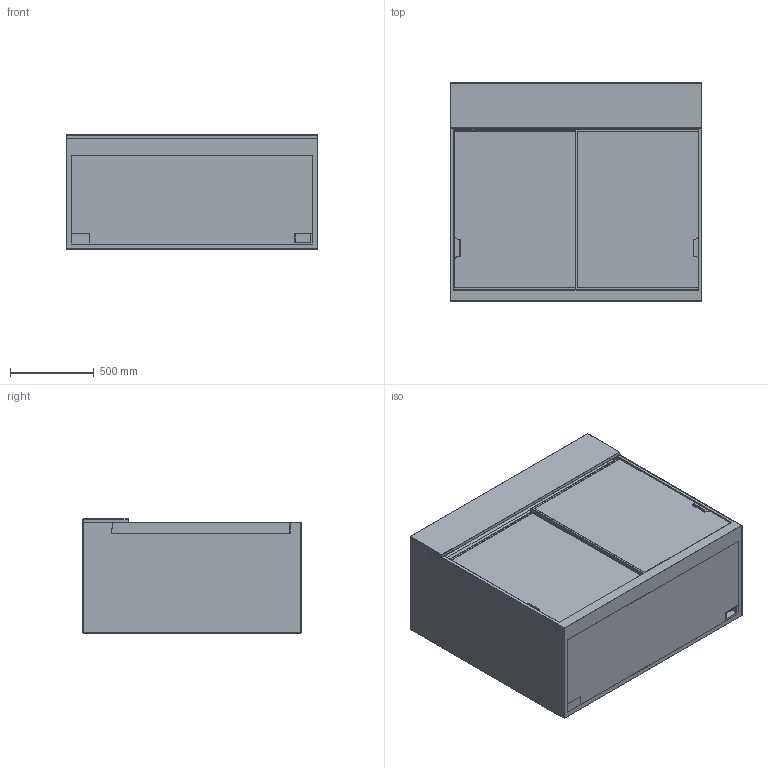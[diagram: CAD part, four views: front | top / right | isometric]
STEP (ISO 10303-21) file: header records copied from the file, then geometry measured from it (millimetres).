
FILE_DESCRIPTION (( 'STEP AP214' ), '1' );
FILE_NAME ('KKV-S-150-Z.step', '2024-11-06T13:33:25', ( '' ), ( '' ), 'SwSTEP 2.0', 'SolidWorks 2023', '' );
FILE_SCHEMA (( 'AUTOMOTIVE_DESIGN' ));
Length unit declared in the file: millimetre
Products named in the file (5): 19-10-41790_BORD-1500-660; KKV-S-150-Z; 19-10-41775_S-FKV-BR-TUER-1500-1300-R; 19-10-41780_S-FKV-Z-FKV-150 Korpus; 19-10-41775_S-FKV-BR-TUER-1500-1300-L
Assembly tree (7 placements, depth 2):
  KKV-S-150-Z
    19-10-41780_S-FKV-Z-FKV-150 Korpus
    19-10-41775_S-FKV-BR-TUER-1500-1300-L
    19-10-41775_S-FKV-BR-TUER-1500-1300-R
    19-10-41790_BORD-1500-660  x4
Bounding box: 1500 x 1300 x 680 mm (x, y, z)
Volume: 335502825.4 mm3; surface area: 19969448.7 mm2
Topology: 13 solids, 13 shells, 387 faces, 961 edges, 572 vertices
Faces by surface type: plane 233, cylinder 114, sphere 36, bspline 2, torus 2
Entity records: 9258 total; most frequent: CARTESIAN_POINT 1666, DIRECTION 1549, ORIENTED_EDGE 1502, EDGE_CURVE 751, VECTOR 565, LINE 565, AXIS2_PLACEMENT_3D 492, VERTEX_POINT 457
